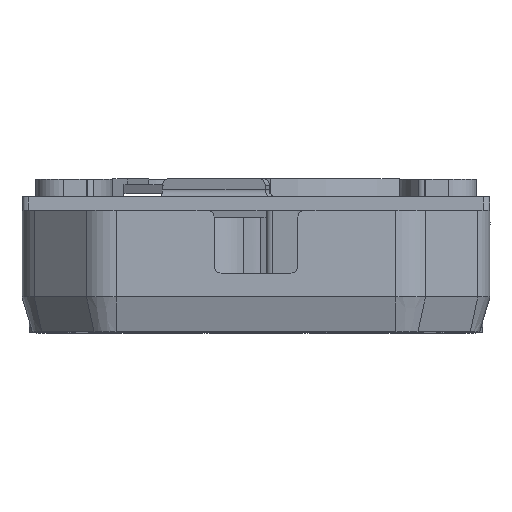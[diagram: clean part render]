
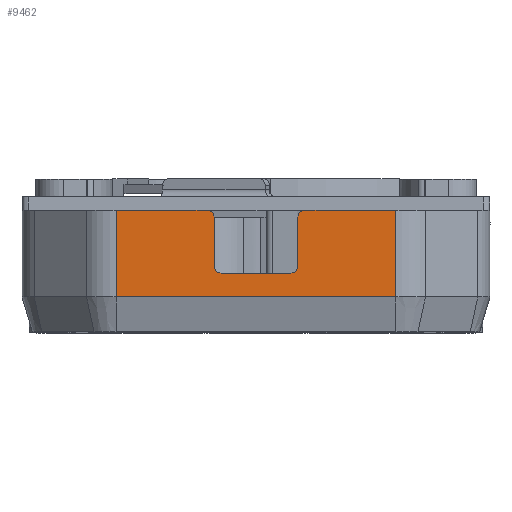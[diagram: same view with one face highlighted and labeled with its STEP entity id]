
A CAD part, top view. The second image highlights one B-rep face of the part: STEP entity #9462.
In plain terms, the highlighted planar face has unit normal (0, 0, 1).
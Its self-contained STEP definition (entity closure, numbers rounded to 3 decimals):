
#145=PLANE('',#10137);
#487=FACE_OUTER_BOUND('',#1022,.T.);
#1022=EDGE_LOOP('',(#6761,#6762,#6763,#6764,#6765,#6766,#6767,#6768,#6769,
#6770,#6771,#6772));
#1639=LINE('',#14431,#2593);
#1673=LINE('',#14530,#2627);
#1674=LINE('',#14534,#2628);
#1675=LINE('',#14536,#2629);
#1676=LINE('',#14540,#2630);
#1677=LINE('',#14544,#2631);
#1678=LINE('',#14548,#2632);
#1679=LINE('',#14551,#2633);
#2593=VECTOR('',#11429,10.);
#2627=VECTOR('',#11535,10.);
#2628=VECTOR('',#11540,10.);
#2629=VECTOR('',#11541,10.);
#2630=VECTOR('',#11544,10.);
#2631=VECTOR('',#11547,10.);
#2632=VECTOR('',#11550,10.);
#2633=VECTOR('',#11553,10.);
#3562=CIRCLE('',#10138,1.);
#3563=CIRCLE('',#10139,1.);
#3564=CIRCLE('',#10140,1.);
#3565=CIRCLE('',#10141,1.);
#4089=VERTEX_POINT('',#14427);
#4090=VERTEX_POINT('',#14429);
#4119=VERTEX_POINT('',#14529);
#4120=VERTEX_POINT('',#14533);
#4121=VERTEX_POINT('',#14535);
#4122=VERTEX_POINT('',#14537);
#4123=VERTEX_POINT('',#14539);
#4124=VERTEX_POINT('',#14541);
#4125=VERTEX_POINT('',#14543);
#4126=VERTEX_POINT('',#14545);
#4127=VERTEX_POINT('',#14547);
#4128=VERTEX_POINT('',#14549);
#5095=EDGE_CURVE('',#4090,#4089,#1639,.T.);
#5144=EDGE_CURVE('',#4089,#4119,#1673,.T.);
#5146=EDGE_CURVE('',#4120,#4090,#1674,.T.);
#5147=EDGE_CURVE('',#4121,#4120,#1675,.T.);
#5148=EDGE_CURVE('',#4122,#4121,#3562,.T.);
#5149=EDGE_CURVE('',#4122,#4123,#1676,.T.);
#5150=EDGE_CURVE('',#4124,#4123,#3563,.T.);
#5151=EDGE_CURVE('',#4124,#4125,#1677,.T.);
#5152=EDGE_CURVE('',#4126,#4125,#3564,.T.);
#5153=EDGE_CURVE('',#4126,#4127,#1678,.T.);
#5154=EDGE_CURVE('',#4128,#4127,#3565,.T.);
#5155=EDGE_CURVE('',#4119,#4128,#1679,.T.);
#6761=ORIENTED_EDGE('',*,*,#5095,.F.);
#6762=ORIENTED_EDGE('',*,*,#5146,.F.);
#6763=ORIENTED_EDGE('',*,*,#5147,.F.);
#6764=ORIENTED_EDGE('',*,*,#5148,.F.);
#6765=ORIENTED_EDGE('',*,*,#5149,.T.);
#6766=ORIENTED_EDGE('',*,*,#5150,.F.);
#6767=ORIENTED_EDGE('',*,*,#5151,.T.);
#6768=ORIENTED_EDGE('',*,*,#5152,.F.);
#6769=ORIENTED_EDGE('',*,*,#5153,.T.);
#6770=ORIENTED_EDGE('',*,*,#5154,.F.);
#6771=ORIENTED_EDGE('',*,*,#5155,.F.);
#6772=ORIENTED_EDGE('',*,*,#5144,.F.);
#9462=ADVANCED_FACE('',(#487),#145,.T.);
#10137=AXIS2_PLACEMENT_3D('',#14532,#11538,#11539);
#10138=AXIS2_PLACEMENT_3D('',#14538,#11542,#11543);
#10139=AXIS2_PLACEMENT_3D('',#14542,#11545,#11546);
#10140=AXIS2_PLACEMENT_3D('',#14546,#11548,#11549);
#10141=AXIS2_PLACEMENT_3D('',#14550,#11551,#11552);
#11429=DIRECTION('',(-1.,0.,0.));
#11535=DIRECTION('',(0.,1.,0.));
#11538=DIRECTION('center_axis',(0.,0.,
1.));
#11539=DIRECTION('ref_axis',(1.,0.,0.));
#11540=DIRECTION('',(0.,-1.,0.));
#11541=DIRECTION('',(1.,0.,0.));
#11542=DIRECTION('center_axis',(0.,0.,
-1.));
#11543=DIRECTION('ref_axis',(-0.707,0.707,0.));
#11544=DIRECTION('',(0.,-1.,0.));
#11545=DIRECTION('center_axis',(0.,0.,
1.));
#11546=DIRECTION('ref_axis',(0.707,-0.707,0.));
#11547=DIRECTION('',(-1.,0.,0.));
#11548=DIRECTION('center_axis',(0.,0.,
1.));
#11549=DIRECTION('ref_axis',(-0.707,-0.707,0.));
#11550=DIRECTION('',(0.,1.,0.));
#11551=DIRECTION('center_axis',(0.,0.,
-1.));
#11552=DIRECTION('ref_axis',(0.707,0.707,0.));
#11553=DIRECTION('',(1.,0.,0.));
#14427=CARTESIAN_POINT('',(-20.015,-17.,83.333));
#14429=CARTESIAN_POINT('',(20.015,-17.,83.333));
#14431=CARTESIAN_POINT('',(-11.25,-17.,83.333));
#14529=CARTESIAN_POINT('',(-20.015,-4.6,83.333));
#14530=CARTESIAN_POINT('',(-20.015,-22.,83.333));
#14532=CARTESIAN_POINT('Origin',(-22.5,-22.,83.333));
#14533=CARTESIAN_POINT('',(20.015,-4.6,83.333));
#14534=CARTESIAN_POINT('',(20.015,-22.,83.333));
#14535=CARTESIAN_POINT('',(7.,-4.6,83.333));
#14536=CARTESIAN_POINT('',(22.5,-4.6,83.333));
#14537=CARTESIAN_POINT('',(6.,-5.6,83.333));
#14538=CARTESIAN_POINT('Origin',(7.,-5.6,83.333));
#14539=CARTESIAN_POINT('',(6.,-12.6,83.333));
#14540=CARTESIAN_POINT('',(6.,-13.3,83.333));
#14541=CARTESIAN_POINT('',(5.,-13.6,83.333));
#14542=CARTESIAN_POINT('Origin',(5.,-12.6,83.333));
#14543=CARTESIAN_POINT('',(-5.,-13.6,83.333));
#14544=CARTESIAN_POINT('',(-11.25,-13.6,83.333));
#14545=CARTESIAN_POINT('',(-6.,-12.6,83.333));
#14546=CARTESIAN_POINT('Origin',(-5.,-12.6,83.333));
#14547=CARTESIAN_POINT('',(-6.,-5.6,83.333));
#14548=CARTESIAN_POINT('',(-6.,-13.3,83.333));
#14549=CARTESIAN_POINT('',(-7.,-4.6,83.333));
#14550=CARTESIAN_POINT('Origin',(-7.,-5.6,83.333));
#14551=CARTESIAN_POINT('',(22.5,-4.6,83.333));
